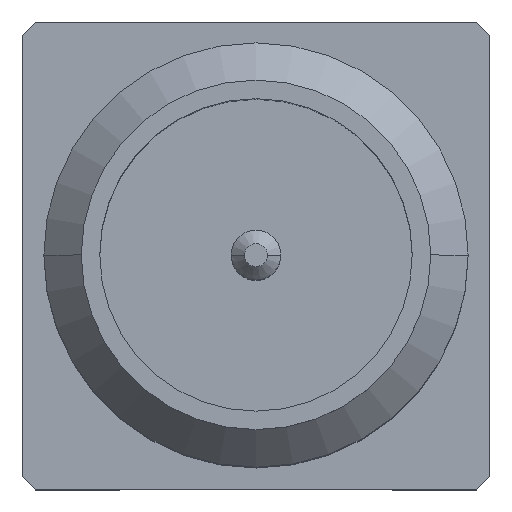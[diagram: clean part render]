
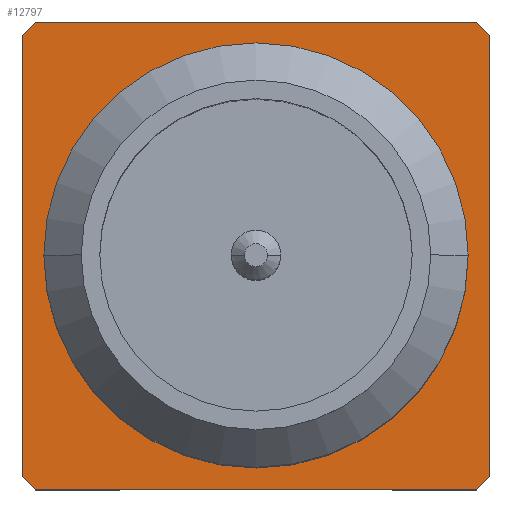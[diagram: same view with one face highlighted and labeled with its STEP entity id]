
A CAD part, top view. The second image highlights one B-rep face of the part: STEP entity #12797.
In plain terms, the highlighted planar face has unit normal (0, 0, 1).
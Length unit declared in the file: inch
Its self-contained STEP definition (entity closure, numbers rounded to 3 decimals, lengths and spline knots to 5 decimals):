
#639 = EDGE_CURVE ( 'NONE', #13508, #10313, #13708, .T. ) ;
#818 = CARTESIAN_POINT ( 'NONE',  ( 0., 0., 0.07335 ) ) ;
#1268 = DIRECTION ( 'NONE',  ( 1., 0., 0. ) ) ;
#1350 = EDGE_CURVE ( 'NONE', #12954, #5782, #5307, .T. ) ;
#1592 = ORIENTED_EDGE ( 'NONE', *, *, #10487, .F. ) ;
#1641 = CARTESIAN_POINT ( 'NONE',  ( 0., 0.1378, 0.07335 ) ) ;
#1970 = DIRECTION ( 'NONE',  ( 0., 1., 0. ) ) ;
#2066 = DIRECTION ( 'NONE',  ( -1., 0., 0. ) ) ;
#2226 = CARTESIAN_POINT ( 'NONE',  ( 0.12992, 0.1378, 0.07335 ) ) ;
#2372 = EDGE_CURVE ( 'NONE', #5782, #13508, #15349, .T. ) ;
#2456 = CARTESIAN_POINT ( 'NONE',  ( 0.13386, 0.13386, 0.07335 ) ) ;
#2554 = EDGE_LOOP ( 'NONE', ( #13162, #1592 ) ) ;
#3182 = DIRECTION ( 'NONE',  ( 0., 0., -1. ) ) ;
#3377 = CIRCLE ( 'NONE', #14233, 0.125 ) ;
#3552 = DIRECTION ( 'NONE',  ( -0.707, -0.707, 0. ) ) ;
#3607 = CARTESIAN_POINT ( 'NONE',  ( -0.13386, -0.13386, 0.07335 ) ) ;
#3798 = CARTESIAN_POINT ( 'NONE',  ( 0., -0.1378, 0.07335 ) ) ;
#4373 = VERTEX_POINT ( 'NONE', #9212 ) ;
#4516 = CARTESIAN_POINT ( 'NONE',  ( 0., 0., 0.07335 ) ) ;
#4527 = VECTOR ( 'NONE', #15223, 39.37008 ) ;
#4590 = VECTOR ( 'NONE', #1970, 39.37008 ) ;
#4687 = CARTESIAN_POINT ( 'NONE',  ( -0.1378, 0.12992, 0.07335 ) ) ;
#4964 = LINE ( 'NONE', #10703, #4590 ) ;
#5184 = ORIENTED_EDGE ( 'NONE', *, *, #2372, .F. ) ;
#5307 = LINE ( 'NONE', #15589, #11500 ) ;
#5368 = CARTESIAN_POINT ( 'NONE',  ( 0.125, 0., 0.07335 ) ) ;
#5519 = LINE ( 'NONE', #9735, #15022 ) ;
#5762 = DIRECTION ( 'NONE',  ( -1., 0., 0. ) ) ;
#5780 = VERTEX_POINT ( 'NONE', #11629 ) ;
#5782 = VERTEX_POINT ( 'NONE', #7975 ) ;
#6108 = VECTOR ( 'NONE', #8556, 39.37008 ) ;
#6278 = LINE ( 'NONE', #3798, #9218 ) ;
#6293 = AXIS2_PLACEMENT_3D ( 'NONE', #10622, #3182, #11857 ) ;
#6512 = LINE ( 'NONE', #3607, #6108 ) ;
#6545 = EDGE_CURVE ( 'NONE', #5780, #12954, #4964, .T. ) ;
#7175 = CARTESIAN_POINT ( 'NONE',  ( -0.12992, -0.1378, 0.07335 ) ) ;
#7504 = VECTOR ( 'NONE', #14929, 39.37008 ) ;
#7624 = ORIENTED_EDGE ( 'NONE', *, *, #1350, .F. ) ;
#7975 = CARTESIAN_POINT ( 'NONE',  ( -0.12992, 0.1378, 0.07335 ) ) ;
#8526 = EDGE_CURVE ( 'NONE', #12264, #10858, #9314, .T. ) ;
#8556 = DIRECTION ( 'NONE',  ( -0.707, 0.707, 0. ) ) ;
#8630 = VERTEX_POINT ( 'NONE', #7175 ) ;
#8991 = VERTEX_POINT ( 'NONE', #11354 ) ;
#8995 = FACE_BOUND ( 'NONE', #2554, .T. ) ;
#9212 = CARTESIAN_POINT ( 'NONE',  ( 0.12992, -0.1378, 0.07335 ) ) ;
#9218 = VECTOR ( 'NONE', #13739, 39.37008 ) ;
#9314 = CIRCLE ( 'NONE', #9625, 0.125 ) ;
#9387 = EDGE_CURVE ( 'NONE', #8630, #5780, #6512, .T. ) ;
#9428 = ORIENTED_EDGE ( 'NONE', *, *, #10695, .F. ) ;
#9504 = DIRECTION ( 'NONE',  ( 0., 0., 1. ) ) ;
#9625 = AXIS2_PLACEMENT_3D ( 'NONE', #818, #9504, #2066 ) ;
#9735 = CARTESIAN_POINT ( 'NONE',  ( 0.13386, -0.13386, 0.07335 ) ) ;
#9983 = ORIENTED_EDGE ( 'NONE', *, *, #12661, .F. ) ;
#10313 = VERTEX_POINT ( 'NONE', #10333 ) ;
#10333 = CARTESIAN_POINT ( 'NONE',  ( 0.1378, 0.12992, 0.07335 ) ) ;
#10487 = EDGE_CURVE ( 'NONE', #10858, #12264, #3377, .T. ) ;
#10531 = ORIENTED_EDGE ( 'NONE', *, *, #14548, .F. ) ;
#10622 = CARTESIAN_POINT ( 'NONE',  ( 0., -0.125, 0.07335 ) ) ;
#10695 = EDGE_CURVE ( 'NONE', #4373, #8630, #6278, .T. ) ;
#10703 = CARTESIAN_POINT ( 'NONE',  ( -0.1378, -0.125, 0.07335 ) ) ;
#10858 = VERTEX_POINT ( 'NONE', #5368 ) ;
#11342 = ORIENTED_EDGE ( 'NONE', *, *, #639, .F. ) ;
#11354 = CARTESIAN_POINT ( 'NONE',  ( 0.1378, -0.12992, 0.07335 ) ) ;
#11500 = VECTOR ( 'NONE', #15742, 39.37008 ) ;
#11629 = CARTESIAN_POINT ( 'NONE',  ( -0.1378, -0.12992, 0.07335 ) ) ;
#11857 = DIRECTION ( 'NONE',  ( -1., 0., 0. ) ) ;
#11965 = ORIENTED_EDGE ( 'NONE', *, *, #6545, .F. ) ;
#12061 = EDGE_LOOP ( 'NONE', ( #9983, #11342, #5184, #7624, #11965, #13389, #9428, #10531 ) ) ;
#12264 = VERTEX_POINT ( 'NONE', #15274 ) ;
#12661 = EDGE_CURVE ( 'NONE', #10313, #8991, #14440, .T. ) ;
#12797 = ADVANCED_FACE ( 'NONE', ( #8995, #15185 ), #13072, .F. ) ;
#12954 = VERTEX_POINT ( 'NONE', #4687 ) ;
#13072 = PLANE ( 'NONE',  #6293 ) ;
#13162 = ORIENTED_EDGE ( 'NONE', *, *, #8526, .F. ) ;
#13208 = DIRECTION ( 'NONE',  ( 0., 0., 1. ) ) ;
#13389 = ORIENTED_EDGE ( 'NONE', *, *, #9387, .F. ) ;
#13508 = VERTEX_POINT ( 'NONE', #2226 ) ;
#13708 = LINE ( 'NONE', #2456, #7504 ) ;
#13739 = DIRECTION ( 'NONE',  ( -1., 0., 0. ) ) ;
#13975 = CARTESIAN_POINT ( 'NONE',  ( 0.1378, -0.125, 0.07335 ) ) ;
#14233 = AXIS2_PLACEMENT_3D ( 'NONE', #4516, #13208, #5762 ) ;
#14440 = LINE ( 'NONE', #13975, #4527 ) ;
#14548 = EDGE_CURVE ( 'NONE', #8991, #4373, #5519, .T. ) ;
#14929 = DIRECTION ( 'NONE',  ( 0.707, -0.707, 0. ) ) ;
#14946 = VECTOR ( 'NONE', #1268, 39.37008 ) ;
#15022 = VECTOR ( 'NONE', #3552, 39.37008 ) ;
#15185 = FACE_OUTER_BOUND ( 'NONE', #12061, .T. ) ;
#15223 = DIRECTION ( 'NONE',  ( 0., -1., 0. ) ) ;
#15274 = CARTESIAN_POINT ( 'NONE',  ( -0.125, 0., 0.07335 ) ) ;
#15349 = LINE ( 'NONE', #1641, #14946 ) ;
#15589 = CARTESIAN_POINT ( 'NONE',  ( -0.13386, 0.13386, 0.07335 ) ) ;
#15742 = DIRECTION ( 'NONE',  ( 0.707, 0.707, 0. ) ) ;
